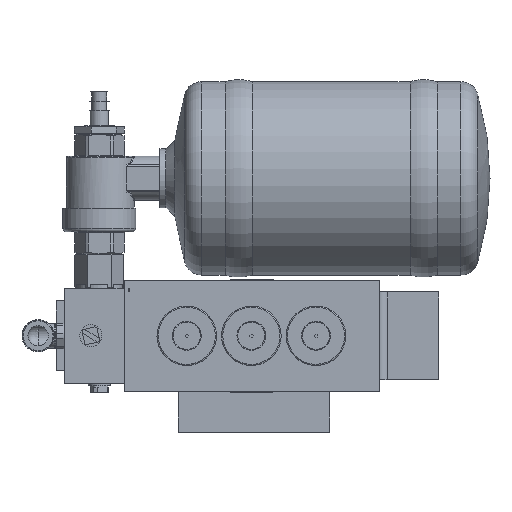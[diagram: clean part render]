
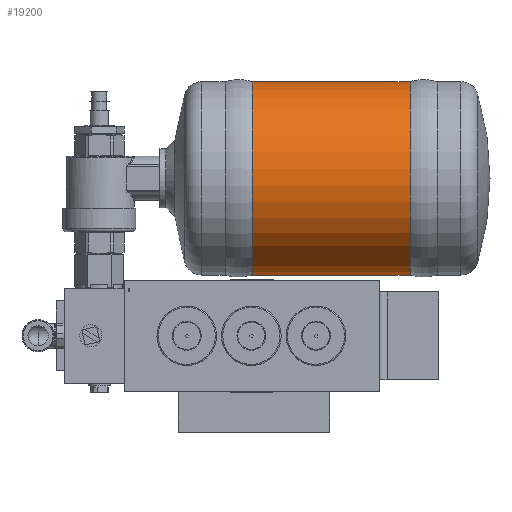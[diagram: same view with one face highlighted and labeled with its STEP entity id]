
A CAD part, front view. The second image highlights one B-rep face of the part: STEP entity #19200.
In plain terms, the highlighted cylindrical face has radius 57 mm (diameter 114 mm), a full revolution.
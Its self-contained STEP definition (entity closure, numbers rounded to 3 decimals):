
#1146=CYLINDRICAL_SURFACE('',#21079,57.);
#1849=FACE_OUTER_BOUND('',#3039,.T.);
#3039=EDGE_LOOP('',(#15335,#15336,#15337,#15338,#15339,#15340));
#4280=CIRCLE('',#21080,57.);
#4281=CIRCLE('',#21081,57.);
#4282=CIRCLE('',#21082,57.);
#4283=CIRCLE('',#21083,57.);
#5194=LINE('',#33470,#6685);
#6685=VECTOR('',#25103,57.);
#8509=VERTEX_POINT('',#33465);
#8510=VERTEX_POINT('',#33466);
#8511=VERTEX_POINT('',#33469);
#8512=VERTEX_POINT('',#33471);
#10961=EDGE_CURVE('',#8509,#8510,#4280,.T.);
#10962=EDGE_CURVE('',#8510,#8509,#4281,.T.);
#10963=EDGE_CURVE('',#8510,#8511,#5194,.T.);
#10964=EDGE_CURVE('',#8511,#8512,#4282,.T.);
#10965=EDGE_CURVE('',#8512,#8511,#4283,.T.);
#15335=ORIENTED_EDGE('',*,*,#10961,.F.);
#15336=ORIENTED_EDGE('',*,*,#10962,.F.);
#15337=ORIENTED_EDGE('',*,*,#10963,.T.);
#15338=ORIENTED_EDGE('',*,*,#10964,.T.);
#15339=ORIENTED_EDGE('',*,*,#10965,.T.);
#15340=ORIENTED_EDGE('',*,*,#10963,.F.);
#19200=ADVANCED_FACE('',(#1849),#1146,.T.);
#21079=AXIS2_PLACEMENT_3D('',#33464,#25097,#25098);
#21080=AXIS2_PLACEMENT_3D('',#33467,#25099,#25100);
#21081=AXIS2_PLACEMENT_3D('',#33468,#25101,#25102);
#21082=AXIS2_PLACEMENT_3D('',#33472,#25104,#25105);
#21083=AXIS2_PLACEMENT_3D('',#33473,#25106,#25107);
#25097=DIRECTION('center_axis',(-1.,0.,0.));
#25098=DIRECTION('ref_axis',(0.,0.271,0.963));
#25099=DIRECTION('center_axis',(-1.,0.,0.));
#25100=DIRECTION('ref_axis',(0.,0.271,0.963));
#25101=DIRECTION('center_axis',(-1.,0.,0.));
#25102=DIRECTION('ref_axis',(0.,0.271,0.963));
#25103=DIRECTION('',(1.,0.,0.));
#25104=DIRECTION('center_axis',(-1.,0.,0.));
#25105=DIRECTION('ref_axis',(0.,0.271,0.963));
#25106=DIRECTION('center_axis',(-1.,0.,0.));
#25107=DIRECTION('ref_axis',(0.,0.271,0.963));
#33464=CARTESIAN_POINT('Origin',(121.77,298.585,118.311));
#33465=CARTESIAN_POINT('',(75.421,353.455,102.877));
#33466=CARTESIAN_POINT('',(75.421,283.15,63.44));
#33467=CARTESIAN_POINT('Origin',(75.421,298.585,118.311));
#33468=CARTESIAN_POINT('Origin',(75.421,298.585,118.311));
#33469=CARTESIAN_POINT('',(168.119,283.15,63.44));
#33470=CARTESIAN_POINT('',(121.77,283.15,63.44));
#33471=CARTESIAN_POINT('',(168.119,353.455,102.877));
#33472=CARTESIAN_POINT('Origin',(168.119,298.585,118.311));
#33473=CARTESIAN_POINT('Origin',(168.119,298.585,118.311));
